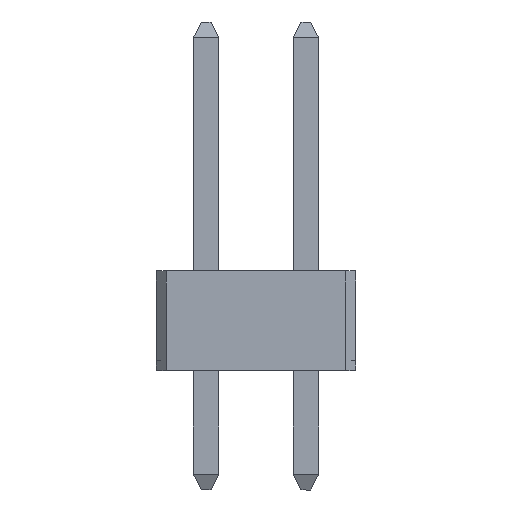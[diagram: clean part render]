
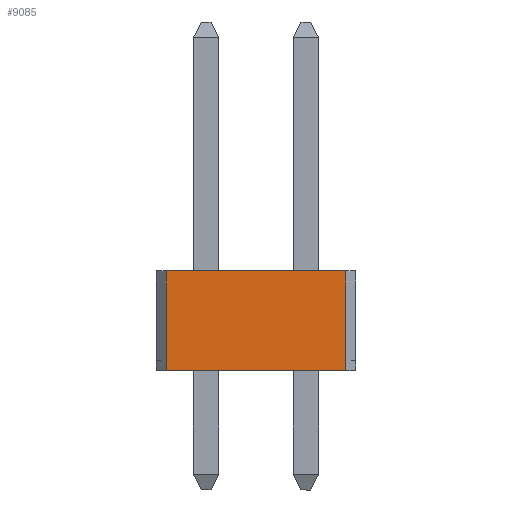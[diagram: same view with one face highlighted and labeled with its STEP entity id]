
A CAD part, left-side view. The second image highlights one B-rep face of the part: STEP entity #9085.
In plain terms, the highlighted planar face has unit normal (-1, 0, 0).
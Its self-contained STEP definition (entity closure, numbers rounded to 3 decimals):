
#82=FACE_OUTER_BOUND('',#638,.T.);
#638=EDGE_LOOP('',(#5919,#5920,#5921,#5922));
#1235=LINE('',#12617,#2513);
#1308=LINE('',#12773,#2586);
#1309=LINE('',#12776,#2587);
#1310=LINE('',#12777,#2588);
#2513=VECTOR('',#10216,4.572);
#2586=VECTOR('',#10315,2.54);
#2587=VECTOR('',#10318,4.572);
#2588=VECTOR('',#10319,2.54);
#3790=VERTEX_POINT('',#12614);
#3791=VERTEX_POINT('',#12616);
#3861=VERTEX_POINT('',#12771);
#3862=VERTEX_POINT('',#12775);
#4563=EDGE_CURVE('',#3791,#3790,#1235,.T.);
#4636=EDGE_CURVE('',#3790,#3861,#1308,.T.);
#4637=EDGE_CURVE('',#3862,#3861,#1309,.T.);
#4638=EDGE_CURVE('',#3791,#3862,#1310,.T.);
#5919=ORIENTED_EDGE('',*,*,#4563,.T.);
#5920=ORIENTED_EDGE('',*,*,#4636,.T.);
#5921=ORIENTED_EDGE('',*,*,#4637,.F.);
#5922=ORIENTED_EDGE('',*,*,#4638,.F.);
#8404=PLANE('',#9656);
#9085=ADVANCED_FACE('',(#82),#8404,.T.);
#9656=AXIS2_PLACEMENT_3D('',#12774,#10316,#10317);
#10216=DIRECTION('',(0.,0.,1.));
#10315=DIRECTION('',(0.,1.,0.));
#10316=DIRECTION('center_axis',(-1.,0.,0.));
#10317=DIRECTION('ref_axis',(0.,0.,1.));
#10318=DIRECTION('',(0.,0.,1.));
#10319=DIRECTION('',(0.,1.,0.));
#12614=CARTESIAN_POINT('',(-1.27,0.,2.286));
#12616=CARTESIAN_POINT('',(-1.27,0.,-2.286));
#12617=CARTESIAN_POINT('',(-1.27,0.,-2.286));
#12771=CARTESIAN_POINT('',(-1.27,2.54,2.286));
#12773=CARTESIAN_POINT('',(-1.27,0.,2.286));
#12774=CARTESIAN_POINT('Origin',(-1.27,0.,-2.286));
#12775=CARTESIAN_POINT('',(-1.27,2.54,-2.286));
#12776=CARTESIAN_POINT('',(-1.27,2.54,-2.286));
#12777=CARTESIAN_POINT('',(-1.27,0.,-2.286));
